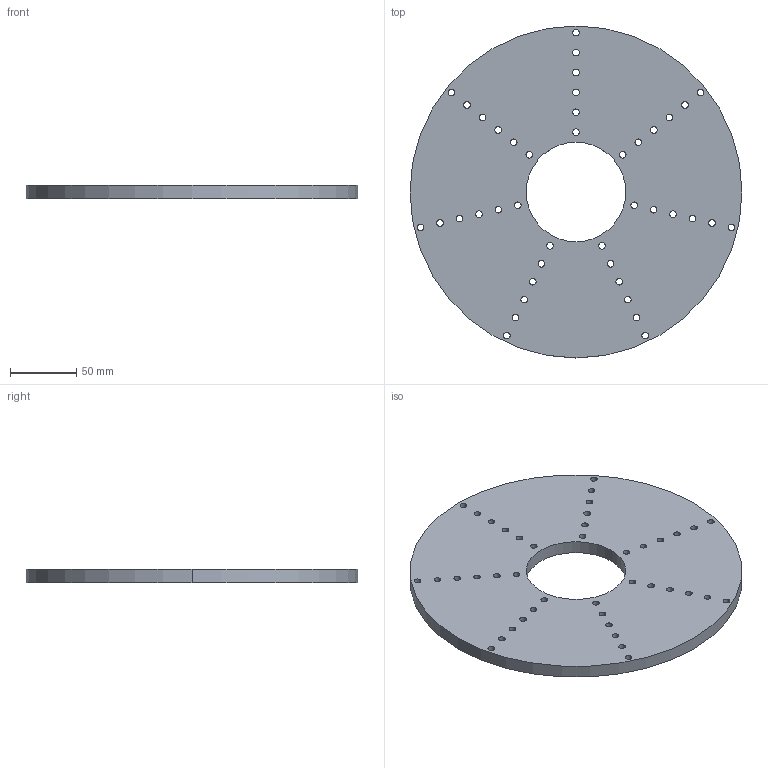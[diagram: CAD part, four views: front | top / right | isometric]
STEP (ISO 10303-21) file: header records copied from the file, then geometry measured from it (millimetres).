
FILE_DESCRIPTION (( 'STEP AP214' ), '1' );
FILE_NAME ('disc 2 less holes.STEP', '2020-11-14T05:20:08', ( '' ), ( '' ), 'SwSTEP 2.0', 'SolidWorks 2018', '' );
FILE_SCHEMA (( 'AUTOMOTIVE_DESIGN' ));
Length unit declared in the file: millimetre
Products named in the file (1): disc 2 less holes
Bounding box: 250 x 250 x 10 mm (x, y, z)
Volume: 438448.5 mm3; surface area: 104497.2 mm2
Topology: 1 solids, 1 shells, 90 faces, 264 edges, 176 vertices
Faces by surface type: cylinder 88, plane 2
Entity records: 3310 total; most frequent: DIRECTION 622, CARTESIAN_POINT 531, ORIENTED_EDGE 528, AXIS2_PLACEMENT_3D 267, EDGE_CURVE 264, CIRCLE 176, VERTEX_POINT 176, EDGE_LOOP 176
